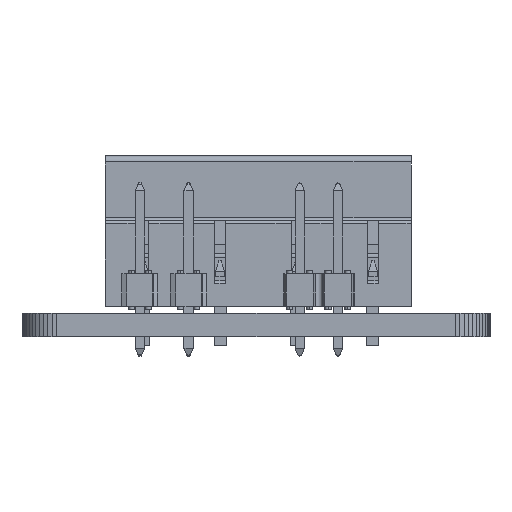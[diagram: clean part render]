
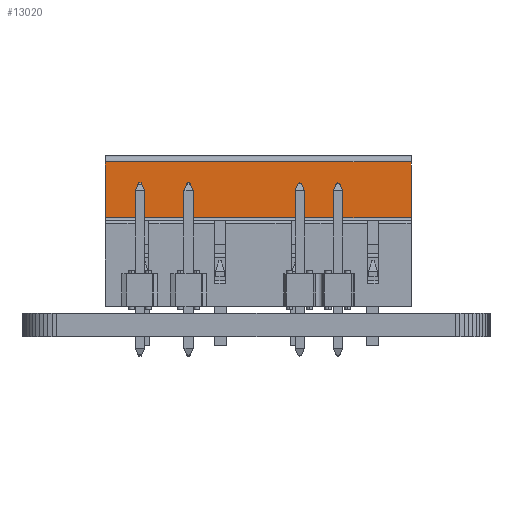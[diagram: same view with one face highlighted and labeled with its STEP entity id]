
A CAD part, left-side view. The second image highlights one B-rep face of the part: STEP entity #13020.
In plain terms, the highlighted face is planar.
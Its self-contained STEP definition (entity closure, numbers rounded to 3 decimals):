
#5774 = PLANE('',#5775);
#5775 = AXIS2_PLACEMENT_3D('',#5776,#5777,#5778);
#5776 = CARTESIAN_POINT('',(-10.16,0.,0.));
#5777 = DIRECTION('',(1.,0.,0.));
#5778 = DIRECTION('',(0.,-1.,0.));
#5827 = VERTEX_POINT('',#5828);
#5828 = CARTESIAN_POINT('',(-10.16,3.3,-6.4));
#5847 = CYLINDRICAL_SURFACE('',#5848,0.2);
#5848 = AXIS2_PLACEMENT_3D('',#5849,#5850,#5851);
#5849 = CARTESIAN_POINT('',(-10.16,3.3,-6.6));
#5850 = DIRECTION('',(1.,0.,0.));
#5851 = DIRECTION('',(0.,-1.,0.));
#5859 = EDGE_CURVE('',#5827,#5860,#5862,.T.);
#5860 = VERTEX_POINT('',#5861);
#5861 = CARTESIAN_POINT('',(-10.16,7.,-6.4));
#5862 = SURFACE_CURVE('',#5863,(#5867,#5874),.PCURVE_S1.);
#5863 = LINE('',#5864,#5865);
#5864 = CARTESIAN_POINT('',(-10.16,3.3,-6.4));
#5865 = VECTOR('',#5866,1.);
#5866 = DIRECTION('',(0.,1.,0.));
#5867 = PCURVE('',#5774,#5868);
#5868 = DEFINITIONAL_REPRESENTATION('',(#5869),#5873);
#5869 = LINE('',#5870,#5871);
#5870 = CARTESIAN_POINT('',(-3.3,6.4));
#5871 = VECTOR('',#5872,1.);
#5872 = DIRECTION('',(-1.,0.));
#5873 = ( GEOMETRIC_REPRESENTATION_CONTEXT(2) 
PARAMETRIC_REPRESENTATION_CONTEXT() REPRESENTATION_CONTEXT('2D SPACE',''
  ) );
#5874 = PCURVE('',#5875,#5880);
#5875 = PLANE('',#5876);
#5876 = AXIS2_PLACEMENT_3D('',#5877,#5878,#5879);
#5877 = CARTESIAN_POINT('',(-10.16,3.3,-6.4));
#5878 = DIRECTION('',(0.,0.,-1.));
#5879 = DIRECTION('',(0.,1.,0.));
#5880 = DEFINITIONAL_REPRESENTATION('',(#5881),#5885);
#5881 = LINE('',#5882,#5883);
#5882 = CARTESIAN_POINT('',(0.,0.));
#5883 = VECTOR('',#5884,1.);
#5884 = DIRECTION('',(1.,0.));
#5885 = ( GEOMETRIC_REPRESENTATION_CONTEXT(2) 
PARAMETRIC_REPRESENTATION_CONTEXT() REPRESENTATION_CONTEXT('2D SPACE',''
  ) );
#5904 = CYLINDRICAL_SURFACE('',#5905,0.4);
#5905 = AXIS2_PLACEMENT_3D('',#5906,#5907,#5908);
#5906 = CARTESIAN_POINT('',(-10.16,7.,-6.));
#5907 = DIRECTION('',(1.,0.,0.));
#5908 = DIRECTION('',(0.,-1.,0.));
#6536 = PLANE('',#6537);
#6537 = AXIS2_PLACEMENT_3D('',#6538,#6539,#6540);
#6538 = CARTESIAN_POINT('',(10.16,0.,0.));
#6539 = DIRECTION('',(1.,0.,0.));
#6540 = DIRECTION('',(0.,-1.,0.));
#12976 = VERTEX_POINT('',#12977);
#12977 = CARTESIAN_POINT('',(10.16,7.,-6.4));
#12999 = EDGE_CURVE('',#5860,#12976,#13000,.T.);
#13000 = SURFACE_CURVE('',#13001,(#13005,#13012),.PCURVE_S1.);
#13001 = LINE('',#13002,#13003);
#13002 = CARTESIAN_POINT('',(-10.16,7.,-6.4));
#13003 = VECTOR('',#13004,1.);
#13004 = DIRECTION('',(1.,0.,0.));
#13005 = PCURVE('',#5904,#13006);
#13006 = DEFINITIONAL_REPRESENTATION('',(#13007),#13011);
#13007 = LINE('',#13008,#13009);
#13008 = CARTESIAN_POINT('',(1.571,0.));
#13009 = VECTOR('',#13010,1.);
#13010 = DIRECTION('',(0.,1.));
#13011 = ( GEOMETRIC_REPRESENTATION_CONTEXT(2) 
PARAMETRIC_REPRESENTATION_CONTEXT() REPRESENTATION_CONTEXT('2D SPACE',''
  ) );
#13012 = PCURVE('',#5875,#13013);
#13013 = DEFINITIONAL_REPRESENTATION('',(#13014),#13018);
#13014 = LINE('',#13015,#13016);
#13015 = CARTESIAN_POINT('',(3.7,0.));
#13016 = VECTOR('',#13017,1.);
#13017 = DIRECTION('',(0.,1.));
#13018 = ( GEOMETRIC_REPRESENTATION_CONTEXT(2) 
PARAMETRIC_REPRESENTATION_CONTEXT() REPRESENTATION_CONTEXT('2D SPACE',''
  ) );
#13020 = ADVANCED_FACE('',(#13021),#5875,.T.);
#13021 = FACE_BOUND('',#13022,.T.);
#13022 = EDGE_LOOP('',(#13023,#13024,#13047,#13068));
#13023 = ORIENTED_EDGE('',*,*,#12999,.T.);
#13024 = ORIENTED_EDGE('',*,*,#13025,.F.);
#13025 = EDGE_CURVE('',#13026,#12976,#13028,.T.);
#13026 = VERTEX_POINT('',#13027);
#13027 = CARTESIAN_POINT('',(10.16,3.3,-6.4));
#13028 = SURFACE_CURVE('',#13029,(#13033,#13040),.PCURVE_S1.);
#13029 = LINE('',#13030,#13031);
#13030 = CARTESIAN_POINT('',(10.16,3.3,-6.4));
#13031 = VECTOR('',#13032,1.);
#13032 = DIRECTION('',(0.,1.,0.));
#13033 = PCURVE('',#5875,#13034);
#13034 = DEFINITIONAL_REPRESENTATION('',(#13035),#13039);
#13035 = LINE('',#13036,#13037);
#13036 = CARTESIAN_POINT('',(0.,20.32));
#13037 = VECTOR('',#13038,1.);
#13038 = DIRECTION('',(1.,0.));
#13039 = ( GEOMETRIC_REPRESENTATION_CONTEXT(2) 
PARAMETRIC_REPRESENTATION_CONTEXT() REPRESENTATION_CONTEXT('2D SPACE',''
  ) );
#13040 = PCURVE('',#6536,#13041);
#13041 = DEFINITIONAL_REPRESENTATION('',(#13042),#13046);
#13042 = LINE('',#13043,#13044);
#13043 = CARTESIAN_POINT('',(-3.3,6.4));
#13044 = VECTOR('',#13045,1.);
#13045 = DIRECTION('',(-1.,0.));
#13046 = ( GEOMETRIC_REPRESENTATION_CONTEXT(2) 
PARAMETRIC_REPRESENTATION_CONTEXT() REPRESENTATION_CONTEXT('2D SPACE',''
  ) );
#13047 = ORIENTED_EDGE('',*,*,#13048,.F.);
#13048 = EDGE_CURVE('',#5827,#13026,#13049,.T.);
#13049 = SURFACE_CURVE('',#13050,(#13054,#13061),.PCURVE_S1.);
#13050 = LINE('',#13051,#13052);
#13051 = CARTESIAN_POINT('',(-10.16,3.3,-6.4));
#13052 = VECTOR('',#13053,1.);
#13053 = DIRECTION('',(1.,0.,0.));
#13054 = PCURVE('',#5875,#13055);
#13055 = DEFINITIONAL_REPRESENTATION('',(#13056),#13060);
#13056 = LINE('',#13057,#13058);
#13057 = CARTESIAN_POINT('',(0.,0.));
#13058 = VECTOR('',#13059,1.);
#13059 = DIRECTION('',(0.,1.));
#13060 = ( GEOMETRIC_REPRESENTATION_CONTEXT(2) 
PARAMETRIC_REPRESENTATION_CONTEXT() REPRESENTATION_CONTEXT('2D SPACE',''
  ) );
#13061 = PCURVE('',#5847,#13062);
#13062 = DEFINITIONAL_REPRESENTATION('',(#13063),#13067);
#13063 = LINE('',#13064,#13065);
#13064 = CARTESIAN_POINT('',(4.712,0.));
#13065 = VECTOR('',#13066,1.);
#13066 = DIRECTION('',(0.,1.));
#13067 = ( GEOMETRIC_REPRESENTATION_CONTEXT(2) 
PARAMETRIC_REPRESENTATION_CONTEXT() REPRESENTATION_CONTEXT('2D SPACE',''
  ) );
#13068 = ORIENTED_EDGE('',*,*,#5859,.T.);
